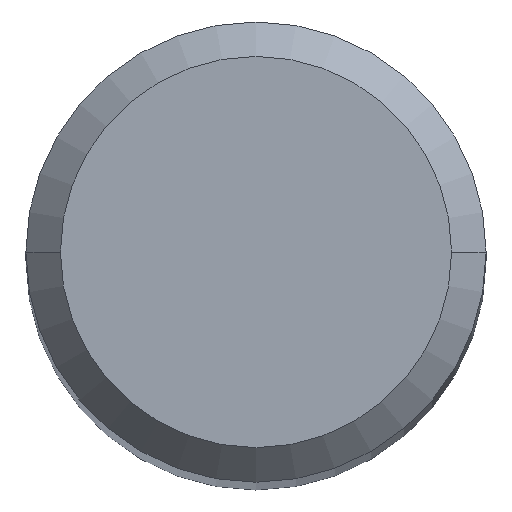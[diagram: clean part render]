
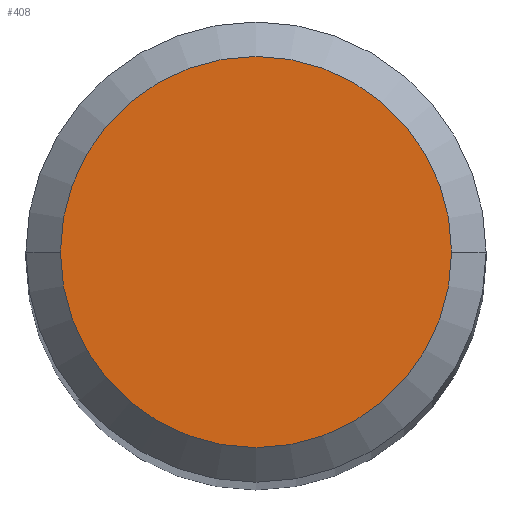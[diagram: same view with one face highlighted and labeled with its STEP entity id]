
A CAD part, top view. The second image highlights one B-rep face of the part: STEP entity #408.
In plain terms, the highlighted planar face has unit normal (0, 0, 1).
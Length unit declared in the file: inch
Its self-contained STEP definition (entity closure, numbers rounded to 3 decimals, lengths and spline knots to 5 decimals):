
#7 = CIRCLE ( 'NONE', #426, 0.10039 ) ;
#29 = CARTESIAN_POINT ( 'NONE',  ( 0., 0., 0. ) ) ;
#35 = EDGE_CURVE ( 'NONE', #384, #416, #7, .T. ) ;
#47 = ORIENTED_EDGE ( 'NONE', *, *, #68, .T. ) ;
#68 = EDGE_CURVE ( 'NONE', #416, #384, #401, .T. ) ;
#73 = ORIENTED_EDGE ( 'NONE', *, *, #35, .T. ) ;
#81 = DIRECTION ( 'NONE',  ( 1., 0., 0. ) ) ;
#103 = EDGE_LOOP ( 'NONE', ( #73, #47 ) ) ;
#183 = AXIS2_PLACEMENT_3D ( 'NONE', #341, #414, #81 ) ;
#218 = CARTESIAN_POINT ( 'NONE',  ( 0.10039, 0., 0. ) ) ;
#286 = DIRECTION ( 'NONE',  ( -1., 0., 0. ) ) ;
#313 = FACE_OUTER_BOUND ( 'NONE', #103, .T. ) ;
#317 = DIRECTION ( 'NONE',  ( 0., 0., -1. ) ) ;
#335 = AXIS2_PLACEMENT_3D ( 'NONE', #29, #317, #286 ) ;
#341 = CARTESIAN_POINT ( 'NONE',  ( 0., 0., 0. ) ) ;
#344 = DIRECTION ( 'NONE',  ( 0., 0., 1. ) ) ;
#372 = DIRECTION ( 'NONE',  ( 1., 0., 0. ) ) ;
#378 = CARTESIAN_POINT ( 'NONE',  ( 0., 0., 0. ) ) ;
#384 = VERTEX_POINT ( 'NONE', #395 ) ;
#395 = CARTESIAN_POINT ( 'NONE',  ( -0.10039, 0., 0. ) ) ;
#400 = PLANE ( 'NONE',  #335 ) ;
#401 = CIRCLE ( 'NONE', #183, 0.10039 ) ;
#408 = ADVANCED_FACE ( 'NONE', ( #313 ), #400, .F. ) ;
#414 = DIRECTION ( 'NONE',  ( 0., 0., 1. ) ) ;
#416 = VERTEX_POINT ( 'NONE', #218 ) ;
#426 = AXIS2_PLACEMENT_3D ( 'NONE', #378, #344, #372 ) ;
